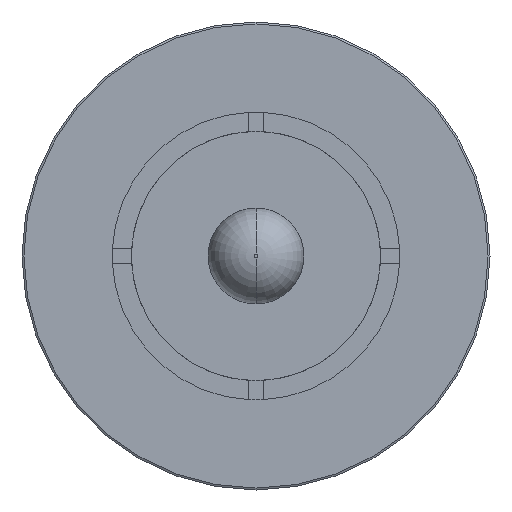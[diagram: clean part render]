
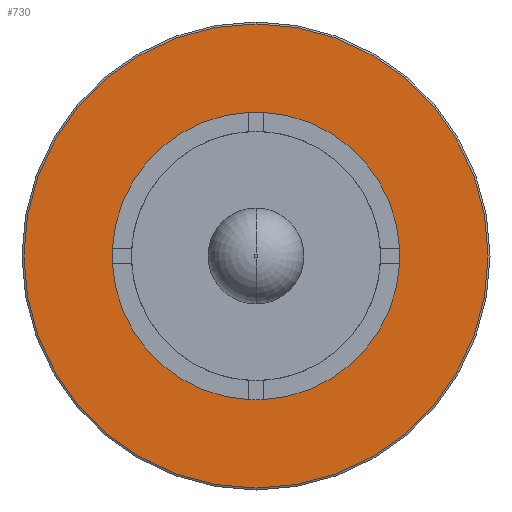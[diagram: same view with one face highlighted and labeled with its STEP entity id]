
A CAD part, front view. The second image highlights one B-rep face of the part: STEP entity #730.
In plain terms, the highlighted planar face has unit normal (0, -1, 0).
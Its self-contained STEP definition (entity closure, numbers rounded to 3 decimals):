
#56 = VERTEX_POINT ( 'NONE', #3195 ) ;
#75 = EDGE_CURVE ( 'NONE', #76, #56, #3156, .T. ) ;
#76 = VERTEX_POINT ( 'NONE', #3128 ) ;
#220 = VERTEX_POINT ( 'NONE', #1447 ) ;
#222 = EDGE_CURVE ( 'NONE', #220, #223, #1522, .T. ) ;
#223 = VERTEX_POINT ( 'NONE', #1517 ) ;
#442 = EDGE_CURVE ( 'NONE', #443, #444, #1794, .T. ) ;
#443 = VERTEX_POINT ( 'NONE', #1790 ) ;
#444 = VERTEX_POINT ( 'NONE', #1789 ) ;
#691 = VERTEX_POINT ( 'NONE', #2159 ) ;
#722 = VERTEX_POINT ( 'NONE', #2110 ) ;
#724 = EDGE_CURVE ( 'NONE', #722, #780, #2109, .T. ) ;
#730 = ADVANCED_FACE ( 'NONE', ( #2086, #2085 ), #2083, .F. ) ;
#731 = EDGE_LOOP ( 'NONE', ( #732, #734 ) ) ;
#732 = ORIENTED_EDGE ( 'NONE', *, *, #733, .F. ) ;
#733 = EDGE_CURVE ( 'NONE', #223, #220, #2222, .T. ) ;
#734 = ORIENTED_EDGE ( 'NONE', *, *, #222, .F. ) ;
#735 = EDGE_LOOP ( 'NONE', ( #736, #747, #749, #750, #752, #753, #755, #756, #758 ) ) ;
#736 = ORIENTED_EDGE ( 'NONE', *, *, #737, .F. ) ;
#737 = EDGE_CURVE ( 'NONE', #738, #443, #2218, .T. ) ;
#738 = VERTEX_POINT ( 'NONE', #2288 ) ;
#747 = ORIENTED_EDGE ( 'NONE', *, *, #748, .F. ) ;
#748 = EDGE_CURVE ( 'NONE', #76, #738, #2275, .T. ) ;
#749 = ORIENTED_EDGE ( 'NONE', *, *, #75, .T. ) ;
#750 = ORIENTED_EDGE ( 'NONE', *, *, #751, .T. ) ;
#751 = EDGE_CURVE ( 'NONE', #56, #691, #2387, .T. ) ;
#752 = ORIENTED_EDGE ( 'NONE', *, *, #808, .F. ) ;
#753 = ORIENTED_EDGE ( 'NONE', *, *, #754, .F. ) ;
#754 = EDGE_CURVE ( 'NONE', #780, #806, #2452, .T. ) ;
#755 = ORIENTED_EDGE ( 'NONE', *, *, #724, .F. ) ;
#756 = ORIENTED_EDGE ( 'NONE', *, *, #757, .F. ) ;
#757 = EDGE_CURVE ( 'NONE', #444, #722, #2413, .T. ) ;
#758 = ORIENTED_EDGE ( 'NONE', *, *, #442, .F. ) ;
#780 = VERTEX_POINT ( 'NONE', #2521 ) ;
#806 = VERTEX_POINT ( 'NONE', #2299 ) ;
#808 = EDGE_CURVE ( 'NONE', #806, #691, #2297, .T. ) ;
#1388 = DIRECTION ( 'NONE',  ( 0., 0., 1. ) ) ;
#1447 = CARTESIAN_POINT ( 'NONE',  ( 0., 0., 7.684 ) ) ;
#1517 = CARTESIAN_POINT ( 'NONE',  ( 0., 0., -7.684 ) ) ;
#1518 = DIRECTION ( 'NONE',  ( 0., 0., 1. ) ) ;
#1519 = DIRECTION ( 'NONE',  ( 0., 1., 0. ) ) ;
#1520 = CARTESIAN_POINT ( 'NONE',  ( 0., 0., 0. ) ) ;
#1521 = AXIS2_PLACEMENT_3D ( 'NONE', #1520, #1519, #1518 ) ;
#1522 = CIRCLE ( 'NONE', #1521, 7.684 ) ;
#1789 = CARTESIAN_POINT ( 'NONE',  ( 0.254, 0., 4.756 ) ) ;
#1790 = CARTESIAN_POINT ( 'NONE',  ( 4.756, 0., 0.254 ) ) ;
#1791 = DIRECTION ( 'NONE',  ( 0., 0., 1. ) ) ;
#1792 = DIRECTION ( 'NONE',  ( 0., -1., 0. ) ) ;
#1793 = AXIS2_PLACEMENT_3D ( 'NONE', #1799, #1792, #1791 ) ;
#1794 = CIRCLE ( 'NONE', #1793, 4.763 ) ;
#1799 = CARTESIAN_POINT ( 'NONE',  ( 0., 0., 0. ) ) ;
#2079 = DIRECTION ( 'NONE',  ( 0., 0., 1. ) ) ;
#2080 = DIRECTION ( 'NONE',  ( 0., 1., 0. ) ) ;
#2081 = CARTESIAN_POINT ( 'NONE',  ( 0., 0., 0. ) ) ;
#2082 = AXIS2_PLACEMENT_3D ( 'NONE', #2081, #2080, #2079 ) ;
#2083 = PLANE ( 'NONE',  #2082 ) ;
#2084 = CARTESIAN_POINT ( 'NONE',  ( 0., 0., 0. ) ) ;
#2085 = FACE_BOUND ( 'NONE', #735, .T. ) ;
#2086 = FACE_OUTER_BOUND ( 'NONE', #731, .T. ) ;
#2105 = DIRECTION ( 'NONE',  ( 0., 0., 1. ) ) ;
#2106 = DIRECTION ( 'NONE',  ( 0., -1., 0. ) ) ;
#2107 = CARTESIAN_POINT ( 'NONE',  ( 0., 0., 0. ) ) ;
#2108 = AXIS2_PLACEMENT_3D ( 'NONE', #2107, #2106, #2105 ) ;
#2109 = CIRCLE ( 'NONE', #2108, 4.763 ) ;
#2110 = CARTESIAN_POINT ( 'NONE',  ( -0.254, 0., 4.756 ) ) ;
#2159 = CARTESIAN_POINT ( 'NONE',  ( -0.254, 0., -4.756 ) ) ;
#2215 = DIRECTION ( 'NONE',  ( 0., -1., 0. ) ) ;
#2216 = CARTESIAN_POINT ( 'NONE',  ( 0., 0., 0. ) ) ;
#2217 = AXIS2_PLACEMENT_3D ( 'NONE', #2216, #2215, #2289 ) ;
#2218 = CIRCLE ( 'NONE', #2217, 4.763 ) ;
#2219 = DIRECTION ( 'NONE',  ( 0., 0., 1. ) ) ;
#2220 = DIRECTION ( 'NONE',  ( 0., 1., 0. ) ) ;
#2221 = AXIS2_PLACEMENT_3D ( 'NONE', #2084, #2220, #2219 ) ;
#2222 = CIRCLE ( 'NONE', #2221, 7.684 ) ;
#2272 = DIRECTION ( 'NONE',  ( 0., -1., 0. ) ) ;
#2273 = CARTESIAN_POINT ( 'NONE',  ( 0., 0., 0. ) ) ;
#2274 = AXIS2_PLACEMENT_3D ( 'NONE', #2273, #2272, #1388 ) ;
#2275 = CIRCLE ( 'NONE', #2274, 4.763 ) ;
#2288 = CARTESIAN_POINT ( 'NONE',  ( 4.756, 0., -0.254 ) ) ;
#2289 = DIRECTION ( 'NONE',  ( 0., 0., 1. ) ) ;
#2293 = DIRECTION ( 'NONE',  ( 0., 0., 1. ) ) ;
#2294 = DIRECTION ( 'NONE',  ( 0., -1., 0. ) ) ;
#2295 = CARTESIAN_POINT ( 'NONE',  ( 0., 0., 0. ) ) ;
#2296 = AXIS2_PLACEMENT_3D ( 'NONE', #2295, #2294, #2293 ) ;
#2297 = CIRCLE ( 'NONE', #2296, 4.763 ) ;
#2299 = CARTESIAN_POINT ( 'NONE',  ( -4.756, 0., -0.254 ) ) ;
#2387 = CIRCLE ( 'NONE', #2417, 4.762 ) ;
#2409 = DIRECTION ( 'NONE',  ( 0., 0., 1. ) ) ;
#2410 = DIRECTION ( 'NONE',  ( 0., -1., 0. ) ) ;
#2411 = CARTESIAN_POINT ( 'NONE',  ( 0., 0., 0. ) ) ;
#2412 = AXIS2_PLACEMENT_3D ( 'NONE', #2411, #2410, #2409 ) ;
#2413 = CIRCLE ( 'NONE', #2412, 4.763 ) ;
#2414 = DIRECTION ( 'NONE',  ( 0., 0., 1. ) ) ;
#2415 = DIRECTION ( 'NONE',  ( 0., 1., 0. ) ) ;
#2416 = CARTESIAN_POINT ( 'NONE',  ( 0., 0., 0. ) ) ;
#2417 = AXIS2_PLACEMENT_3D ( 'NONE', #2416, #2415, #2414 ) ;
#2448 = DIRECTION ( 'NONE',  ( 0., 0., 1. ) ) ;
#2449 = DIRECTION ( 'NONE',  ( 0., -1., 0. ) ) ;
#2450 = CARTESIAN_POINT ( 'NONE',  ( 0., 0., 0. ) ) ;
#2451 = AXIS2_PLACEMENT_3D ( 'NONE', #2450, #2449, #2448 ) ;
#2452 = CIRCLE ( 'NONE', #2451, 4.763 ) ;
#2521 = CARTESIAN_POINT ( 'NONE',  ( -4.756, 0., 0.254 ) ) ;
#3128 = CARTESIAN_POINT ( 'NONE',  ( 0.254, 0., -4.756 ) ) ;
#3129 = DIRECTION ( 'NONE',  ( 0., 0., 1. ) ) ;
#3130 = DIRECTION ( 'NONE',  ( 0., 1., 0. ) ) ;
#3154 = CARTESIAN_POINT ( 'NONE',  ( 0., 0., 0. ) ) ;
#3155 = AXIS2_PLACEMENT_3D ( 'NONE', #3154, #3130, #3129 ) ;
#3156 = CIRCLE ( 'NONE', #3155, 4.762 ) ;
#3195 = CARTESIAN_POINT ( 'NONE',  ( 0., 0., -4.762 ) ) ;
